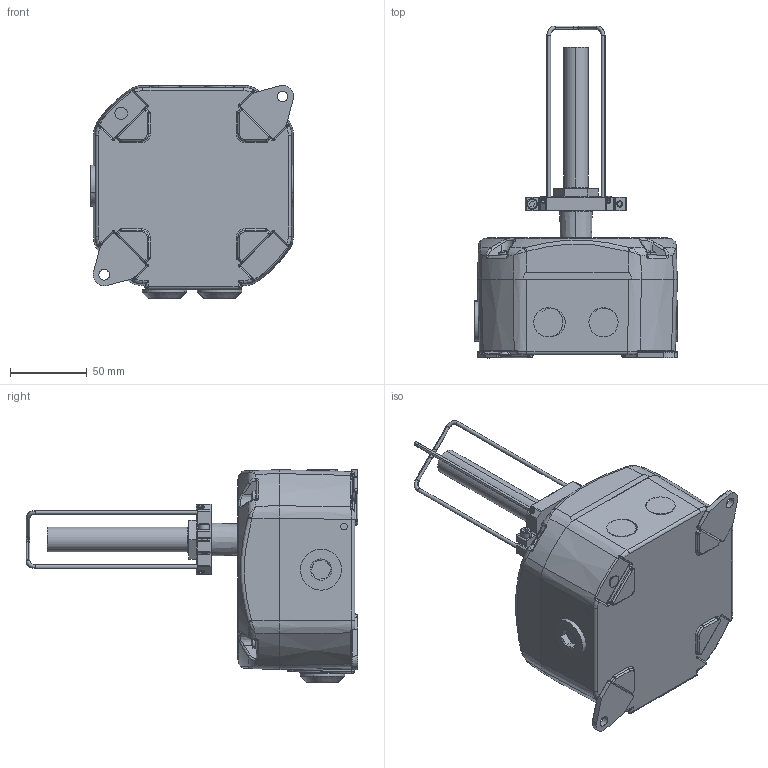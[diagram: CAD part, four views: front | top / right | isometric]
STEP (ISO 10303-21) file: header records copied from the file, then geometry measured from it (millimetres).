
FILE_DESCRIPTION (( 'STEP AP214' ), '1' );
FILE_NAME ('D255-05-312-3D_Issue_1.STEP', '2025-08-20T11:37:50', ( '' ), ( '' ), 'SwSTEP 2.0', 'SolidWorks 2024', '' );
FILE_SCHEMA (( 'AUTOMOTIVE_DESIGN' ));
Length unit declared in the file: millimetre
Products named in the file (12): SCSSM4X4SSA4; D255-00-600-3D_Issue_1; D255-10-601-3D_Issue_1; NPT Male half inch; D255-05-312-3D_Issue_1; M20BRASS-DESKTOP-COFCQ2N_Nickel; SCHXSKTM4X16A4; Fenwal Heat Detector 1_2in; NPT 34 inch; D255-05-301-3D_Issue_A; D255-72-601-3D_Issue_2; D255-60-601-3D_Issue_2
Assembly tree (17 placements, depth 4):
  D255-05-312-3D_Issue_1
    D255-05-301-3D_Issue_A
    Fenwal Heat Detector 1_2in
    M20BRASS-DESKTOP-COFCQ2N_Nickel  x2
    NPT 34 inch  x2
    NPT Male half inch  x2
    D255-00-600-3D_Issue_1
      D255-10-601-3D_Issue_1  x2
        D255-60-601-3D_Issue_2
        D255-72-601-3D_Issue_2
        SCSSM4X4SSA4
      SCHXSKTM4X16A4  x2
Bounding box: 131.96 x 215.72 x 138.45 mm (x, y, z)
Volume: 1230683.9 mm3; surface area: 109813.1 mm2
Topology: 19 solids, 21 shells, 1099 faces, 2637 edges, 1560 vertices
Faces by surface type: cylinder 374, plane 315, bspline 243, cone 103, torus 54, sphere 10
Entity records: 31787 total; most frequent: CARTESIAN_POINT 13282, ORIENTED_EDGE 4166, DIRECTION 3375, EDGE_CURVE 2083, AXIS2_PLACEMENT_3D 1317, VERTEX_POINT 1240, EDGE_LOOP 931, ADVANCED_FACE 892
